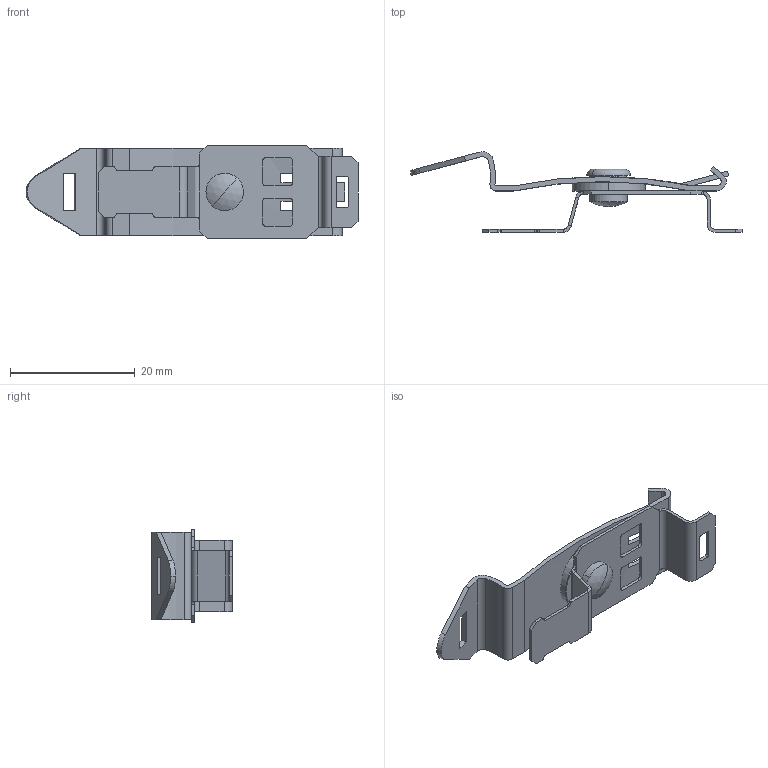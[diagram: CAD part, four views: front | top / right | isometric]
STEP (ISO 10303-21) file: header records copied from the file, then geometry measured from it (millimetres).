
FILE_DESCRIPTION(/* description */ (''),/* implementation_level */ '2;1');
FILE_NAME(/* name */ '1020-020_step.stp',/* time_stamp */ '2017-11-21T15:39:53+01:00',/* author */ (''),/* organization */ (''),/* preprocessor_version */ 'ST-DEVELOPER v16',/* originating_system */ 'SIEMENS PLM Software NX 10.0',/* authorisation */ '');
FILE_SCHEMA (('AP203_CONFIGURATION_CONTROLLED_3D_DESIGN_OF_MECHANICAL_PARTS_AND_ASSEMBLIES_MIM_LF { 1 0 10303 403 2 1 2}'));
Length unit declared in the file: millimetre
Products named in the file (1): 17978_0_MF_SABK_35_Z
Bounding box: 53.14 x 12.9 x 15 mm (x, y, z)
Volume: 1072.8 mm3; surface area: 3126.1 mm2
Topology: 4 solids, 4 shells, 175 faces, 467 edges, 302 vertices
Faces by surface type: plane 96, cylinder 63, torus 6, bspline 4, cone 4, sphere 2
Entity records: 7855 total; most frequent: CARTESIAN_POINT 3295, DIRECTION 943, ORIENTED_EDGE 930, EDGE_CURVE 465, AXIS2_PLACEMENT_3D 324, VERTEX_POINT 302, LINE 295, VECTOR 295
